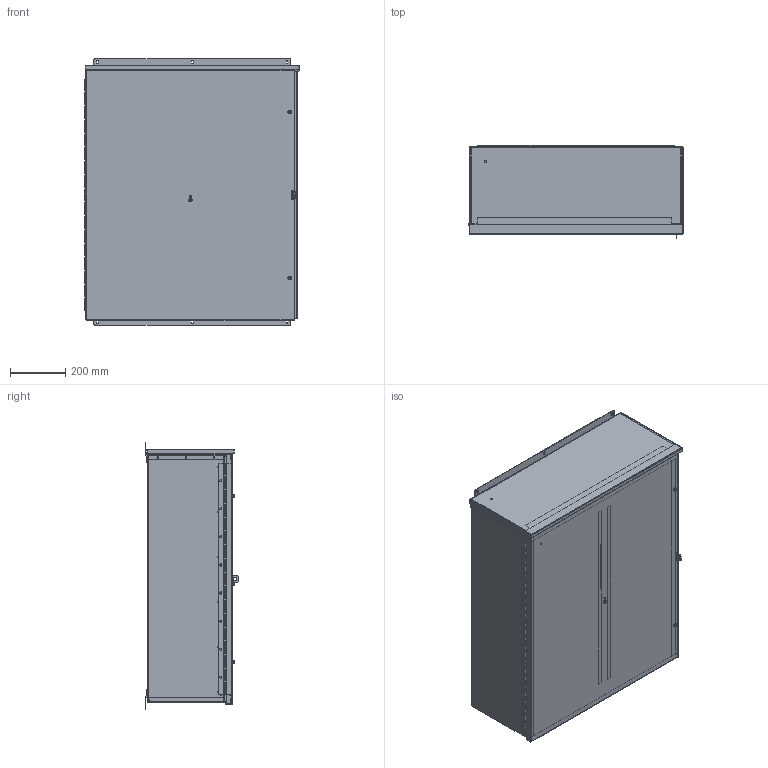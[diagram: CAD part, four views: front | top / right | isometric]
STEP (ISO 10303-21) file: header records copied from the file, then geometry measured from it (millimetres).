
FILE_DESCRIPTION (( 'STEP AP203' ), '1' );
FILE_NAME ('C3R363012HCR_Default.step', '2019-11-12T22:55:48', ( '' ), ( '' ), 'SwSTEP 2.0', 'SolidWorks 2019', '' );
FILE_SCHEMA (( 'CONFIG_CONTROL_DESIGN' ));
Length unit declared in the file: inch
Products named in the file (1): C3R363012HCR_Default
Bounding box: 776.52 x 336.8 x 965.2 mm (x, y, z)
Volume: 5702665.4 mm3; surface area: 6121165.1 mm2
Topology: 37 solids, 37 shells, 1130 faces, 2938 edges, 1920 vertices
Faces by surface type: plane 601, cylinder 459, bspline 50, cone 20
Entity records: 35569 total; most frequent: CARTESIAN_POINT 7045, DIRECTION 5980, ORIENTED_EDGE 5876, EDGE_CURVE 2938, AXIS2_PLACEMENT_3D 2055, VERTEX_POINT 1920, LINE 1870, VECTOR 1870
